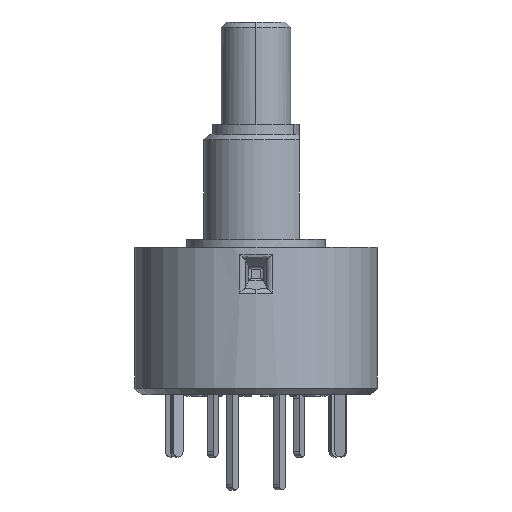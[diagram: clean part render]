
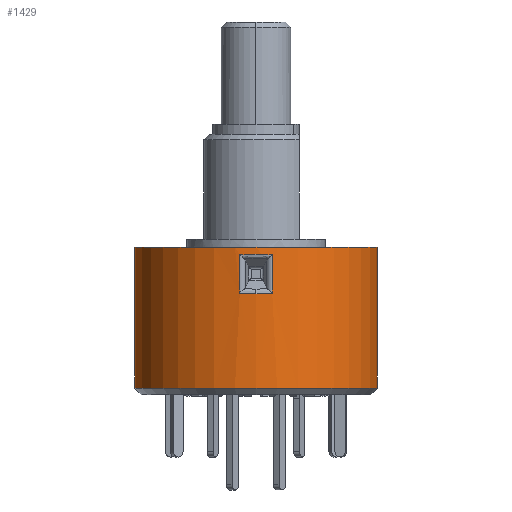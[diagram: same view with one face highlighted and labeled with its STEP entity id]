
A CAD part, left-side view. The second image highlights one B-rep face of the part: STEP entity #1429.
In plain terms, the highlighted cylindrical face has radius 7 mm (diameter 14 mm), a partial arc.
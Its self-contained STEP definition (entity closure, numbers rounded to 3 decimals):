
#190 = CARTESIAN_POINT ( 'NONE',  ( 0., 7., -0.45 ) ) ;
#320 = EDGE_CURVE ( 'NONE', #10854, #11347, #9137, .T. ) ;
#407 = CARTESIAN_POINT ( 'NONE',  ( 0., -7., -0.45 ) ) ;
#452 = ORIENTED_EDGE ( 'NONE', *, *, #3403, .F. ) ;
#678 = ORIENTED_EDGE ( 'NONE', *, *, #6151, .T. ) ;
#1137 = ORIENTED_EDGE ( 'NONE', *, *, #12135, .T. ) ;
#1429 = ADVANCED_FACE ( 'NONE', ( #10119, #12087 ), #2411, .T. ) ;
#1900 = ORIENTED_EDGE ( 'NONE', *, *, #13253, .T. ) ;
#1908 = VERTEX_POINT ( 'NONE', #190 ) ;
#2077 = DIRECTION ( 'NONE',  ( 0., 0., 1. ) ) ;
#2321 = ORIENTED_EDGE ( 'NONE', *, *, #320, .T. ) ;
#2322 =( BOUNDED_CURVE ( )  B_SPLINE_CURVE ( 3, ( #14429, #3545, #6025, #2382 ),
 .UNSPECIFIED., .F., .F. ) 
 B_SPLINE_CURVE_WITH_KNOTS ( ( 4, 4 ),
 ( 0., 0.134 ),
 .UNSPECIFIED. ) 
 CURVE ( )  GEOMETRIC_REPRESENTATION_ITEM ( )  RATIONAL_B_SPLINE_CURVE ( ( 1., 0.998, 0.998, 1. ) ) 
 REPRESENTATION_ITEM ( '' )  );
#2382 = CARTESIAN_POINT ( 'NONE',  ( -6.937, 0.938, -3.094 ) ) ;
#2411 = CYLINDRICAL_SURFACE ( 'NONE', #14842, 7. ) ;
#2479 = VERTEX_POINT ( 'NONE', #407 ) ;
#2521 = EDGE_LOOP ( 'NONE', ( #1137, #9518, #7324, #2321, #13123 ) ) ;
#3335 = CARTESIAN_POINT ( 'NONE',  ( -6.937, 0.938, -0.45 ) ) ;
#3403 = EDGE_CURVE ( 'NONE', #2479, #13859, #12859, .T. ) ;
#3433 = LINE ( 'NONE', #14810, #12713 ) ;
#3545 = CARTESIAN_POINT ( 'NONE',  ( -7., 0.314, -3.129 ) ) ;
#3760 = CARTESIAN_POINT ( 'NONE',  ( -7.021, -0.315, -0.841 ) ) ;
#3945 = VECTOR ( 'NONE', #8050, 1000. ) ;
#4033 = DIRECTION ( 'NONE',  ( 0., 0., -1. ) ) ;
#4124 = CARTESIAN_POINT ( 'NONE',  ( -6.979, -0.627, -3.117 ) ) ;
#4270 = CARTESIAN_POINT ( 'NONE',  ( -6.937, 0.938, -3.094 ) ) ;
#4530 = DIRECTION ( 'NONE',  ( 0., -1., 0. ) ) ;
#4839 = CARTESIAN_POINT ( 'NONE',  ( 0., 0., -0.45 ) ) ;
#4883 = CARTESIAN_POINT ( 'NONE',  ( 0., 7., -8.574 ) ) ;
#4993 = LINE ( 'NONE', #3335, #10291 ) ;
#5183 = EDGE_CURVE ( 'NONE', #1908, #2479, #5668, .T. ) ;
#5473 = EDGE_LOOP ( 'NONE', ( #452, #6456, #1900, #678 ) ) ;
#5668 = CIRCLE ( 'NONE', #10748, 7. ) ;
#5819 = CARTESIAN_POINT ( 'NONE',  ( -7., 0., -3.129 ) ) ;
#6025 = CARTESIAN_POINT ( 'NONE',  ( -6.979, 0.627, -3.117 ) ) ;
#6062 = DIRECTION ( 'NONE',  ( 0., 0., -1. ) ) ;
#6151 = EDGE_CURVE ( 'NONE', #9821, #13859, #11502, .T. ) ;
#6456 = ORIENTED_EDGE ( 'NONE', *, *, #5183, .F. ) ;
#6727 = CARTESIAN_POINT ( 'NONE',  ( 0., -7., -0.45 ) ) ;
#7030 = EDGE_CURVE ( 'NONE', #15573, #10854, #4993, .T. ) ;
#7120 = EDGE_CURVE ( 'NONE', #8516, #15573, #2322, .T. ) ;
#7324 = ORIENTED_EDGE ( 'NONE', *, *, #7030, .T. ) ;
#7555 = CARTESIAN_POINT ( 'NONE',  ( -6.937, -0.938, -0.45 ) ) ;
#8050 = DIRECTION ( 'NONE',  ( 0., 0., -1. ) ) ;
#8080 = DIRECTION ( 'NONE',  ( 0., 0., 1. ) ) ;
#8516 = VERTEX_POINT ( 'NONE', #11779 ) ;
#8972 = DIRECTION ( 'NONE',  ( 0., 0., -1. ) ) ;
#9137 =( BOUNDED_CURVE ( )  B_SPLINE_CURVE ( 3, ( #9857, #9956, #3760, #13506 ),
 .UNSPECIFIED., .F., .F. ) 
 B_SPLINE_CURVE_WITH_KNOTS ( ( 4, 4 ),
 ( 3.007, 3.276 ),
 .UNSPECIFIED. ) 
 CURVE ( )  GEOMETRIC_REPRESENTATION_ITEM ( )  RATIONAL_B_SPLINE_CURVE ( ( 1., 0.994, 0.994, 1. ) ) 
 REPRESENTATION_ITEM ( '' )  );
#9518 = ORIENTED_EDGE ( 'NONE', *, *, #7120, .T. ) ;
#9531 = AXIS2_PLACEMENT_3D ( 'NONE', #13573, #10028, #13524 ) ;
#9549 = CARTESIAN_POINT ( 'NONE',  ( -6.937, -0.938, -0.888 ) ) ;
#9690 = LINE ( 'NONE', #7555, #9873 ) ;
#9821 = VERTEX_POINT ( 'NONE', #4883 ) ;
#9857 = CARTESIAN_POINT ( 'NONE',  ( -6.937, 0.938, -0.888 ) ) ;
#9873 = VECTOR ( 'NONE', #8972, 1000. ) ;
#9956 = CARTESIAN_POINT ( 'NONE',  ( -7.021, 0.315, -0.841 ) ) ;
#10028 = DIRECTION ( 'NONE',  ( 0., 0., 1. ) ) ;
#10066 = CARTESIAN_POINT ( 'NONE',  ( 0., -7., -8.574 ) ) ;
#10077 = CARTESIAN_POINT ( 'NONE',  ( -7., -0.314, -3.129 ) ) ;
#10119 = FACE_OUTER_BOUND ( 'NONE', #5473, .T. ) ;
#10291 = VECTOR ( 'NONE', #8080, 1000. ) ;
#10615 = EDGE_CURVE ( 'NONE', #11347, #11910, #9690, .T. ) ;
#10748 = AXIS2_PLACEMENT_3D ( 'NONE', #14299, #2077, #4530 ) ;
#10854 = VERTEX_POINT ( 'NONE', #12934 ) ;
#11347 = VERTEX_POINT ( 'NONE', #9549 ) ;
#11502 = CIRCLE ( 'NONE', #9531, 7. ) ;
#11779 = CARTESIAN_POINT ( 'NONE',  ( -7., 0., -3.129 ) ) ;
#11910 = VERTEX_POINT ( 'NONE', #15737 ) ;
#12087 = FACE_BOUND ( 'NONE', #2521, .T. ) ;
#12135 = EDGE_CURVE ( 'NONE', #11910, #8516, #13000, .T. ) ;
#12512 = CARTESIAN_POINT ( 'NONE',  ( -6.937, -0.938, -3.094 ) ) ;
#12713 = VECTOR ( 'NONE', #4033, 1000. ) ;
#12859 = LINE ( 'NONE', #6727, #3945 ) ;
#12934 = CARTESIAN_POINT ( 'NONE',  ( -6.937, 0.938, -0.888 ) ) ;
#13000 =( BOUNDED_CURVE ( )  B_SPLINE_CURVE ( 3, ( #12512, #4124, #10077, #5819 ),
 .UNSPECIFIED., .F., .T. ) 
 B_SPLINE_CURVE_WITH_KNOTS ( ( 4, 4 ),
 ( 6.149, 6.283 ),
 .UNSPECIFIED. ) 
 CURVE ( )  GEOMETRIC_REPRESENTATION_ITEM ( )  RATIONAL_B_SPLINE_CURVE ( ( 1., 0.998, 0.998, 1. ) ) 
 REPRESENTATION_ITEM ( '' )  );
#13123 = ORIENTED_EDGE ( 'NONE', *, *, #10615, .T. ) ;
#13253 = EDGE_CURVE ( 'NONE', #1908, #9821, #3433, .T. ) ;
#13506 = CARTESIAN_POINT ( 'NONE',  ( -6.937, -0.938, -0.888 ) ) ;
#13524 = DIRECTION ( 'NONE',  ( 0., -1., 0. ) ) ;
#13573 = CARTESIAN_POINT ( 'NONE',  ( 0., 0., -8.574 ) ) ;
#13859 = VERTEX_POINT ( 'NONE', #10066 ) ;
#14299 = CARTESIAN_POINT ( 'NONE',  ( 0., 0., -0.45 ) ) ;
#14429 = CARTESIAN_POINT ( 'NONE',  ( -7., 0., -3.129 ) ) ;
#14565 = DIRECTION ( 'NONE',  ( 0., 1., 0. ) ) ;
#14810 = CARTESIAN_POINT ( 'NONE',  ( 0., 7., -0.45 ) ) ;
#14842 = AXIS2_PLACEMENT_3D ( 'NONE', #4839, #6062, #14565 ) ;
#15573 = VERTEX_POINT ( 'NONE', #4270 ) ;
#15737 = CARTESIAN_POINT ( 'NONE',  ( -6.937, -0.938, -3.094 ) ) ;
